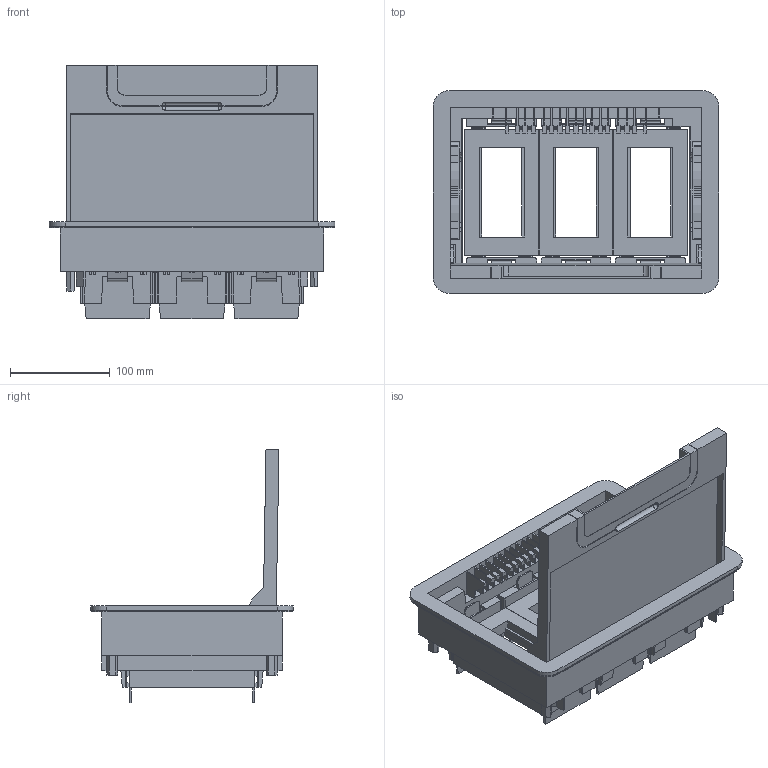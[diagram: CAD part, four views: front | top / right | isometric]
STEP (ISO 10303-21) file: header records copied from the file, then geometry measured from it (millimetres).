
FILE_DESCRIPTION(('CATIA V5 STEP Exchange','CAx-IF Rec.Pracs.--- Composite Materials ---3.4---2017-06-13'),'2;1');
FILE_NAME('LG-080709-S-ouvert.stp','2025-04-30T13:09:05+00:00',('none'),('none'),'CATIA Version 5-6 Release 2020','CATIA V5 STEP AP203 v1','none');
FILE_SCHEMA(('CONFIG_CONTROL_DESIGN'));
Length unit declared in the file: millimetre
Products named in the file (4): A029366AA; A027503_A; A008371_A-AS1; A027673_A-ASS PLANCHER TECHNIQUE
Assembly tree (9 placements, depth 3):
  A029366AA
    A027503_A
      #65
    A008371_A-AS1
      #6107
      #21630
    A027673_A-ASS PLANCHER TECHNIQUE  x3
      #24463
Bounding box: 285.97 x 202.97 x 253.5 mm (x, y, z)
Volume: 926147.3 mm3; surface area: 597808 mm2
Topology: 9 solids, 9 shells, 1556 faces, 4519 edges, 2972 vertices
Faces by surface type: plane 1301, cylinder 213, extrusion 30, revolution 12
Entity records: 32844 total; most frequent: CARTESIAN_POINT 7452, ORIENTED_EDGE 5958, DIRECTION 4035, EDGE_CURVE 2979, VECTOR 2621, LINE 2591, VERTEX_POINT 1964, EDGE_LOOP 1109
